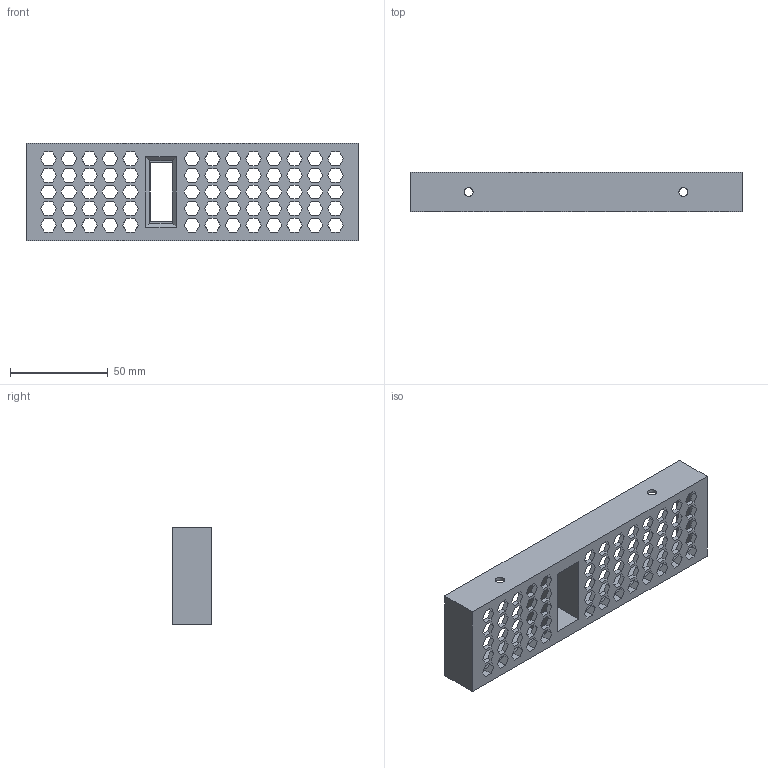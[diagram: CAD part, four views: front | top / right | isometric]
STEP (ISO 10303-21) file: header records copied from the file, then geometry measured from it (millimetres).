
FILE_DESCRIPTION(/* description */ ('STEP AP214'),/* implementation_level */ '2;1');
FILE_NAME(/* name */ '60ca380ec4a1381550d46956',/* time_stamp */ '2021-06-16T17:42:39+00:00',/* author */ (''),/* organization */ (''),/* preprocessor_version */ 'ST-DEVELOPER v18.1',/* originating_system */ ' ',/* authorisation */ ' ');
FILE_SCHEMA (('AUTOMOTIVE_DESIGN {1 0 10303 214 3 1 1}'));
Length unit declared in the file: metre
Products named in the file (1): Part 1
Bounding box: 170 x 20 x 50 mm (x, y, z)
Volume: 42917.2 mm3; surface area: 32788.5 mm2
Topology: 1 solids, 1 shells, 433 faces, 1378 edges, 916 vertices
Faces by surface type: plane 421, cylinder 12
Full cylindrical faces by diameter (mm): 4.6 x4, 8.5 x2
Entity records: 15312 total; most frequent: CARTESIAN_POINT 2746, ORIENTED_EDGE 2736, DIRECTION 2388, EDGE_CURVE 1368, LINE 1208, VECTOR 1208, VERTEX_POINT 912, AXIS2_PLACEMENT_3D 590
